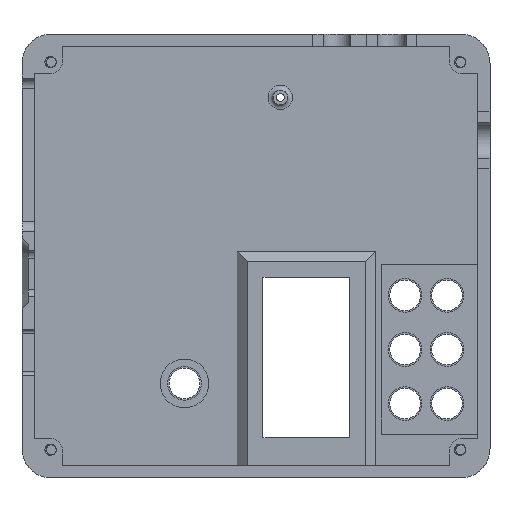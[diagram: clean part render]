
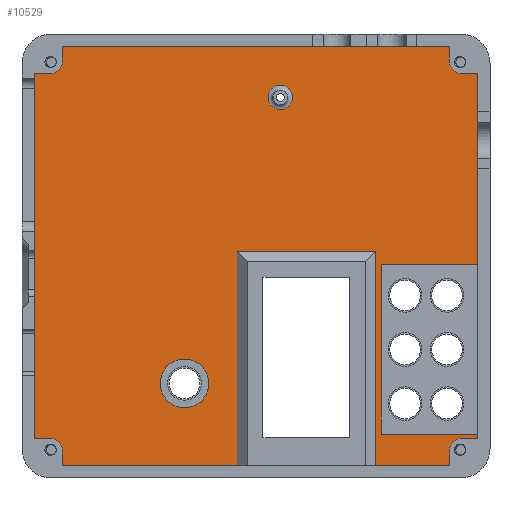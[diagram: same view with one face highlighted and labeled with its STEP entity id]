
A CAD part, front view. The second image highlights one B-rep face of the part: STEP entity #10529.
In plain terms, the highlighted planar face has unit normal (0, -1, 0).
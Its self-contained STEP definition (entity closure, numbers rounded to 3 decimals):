
#54=FACE_BOUND('',#1484,.T.);
#55=FACE_BOUND('',#1485,.T.);
#349=PLANE('',#11073);
#884=FACE_OUTER_BOUND('',#1483,.T.);
#1483=EDGE_LOOP('',(#9319,#9320,#9321,#9322,#9323,#9324,#9325,#9326,#9327,
#9328,#9329,#9330,#9331,#9332,#9333,#9334,#9335,#9336,#9337,#9338,#9339,
#9340,#9341,#9342,#9343,#9344));
#1484=EDGE_LOOP('',(#9345));
#1485=EDGE_LOOP('',(#9346));
#1624=CIRCLE('',#10974,5.);
#1650=CIRCLE('',#11067,2.25);
#1653=CIRCLE('',#11074,2.25);
#1654=CIRCLE('',#11075,2.25);
#1655=CIRCLE('',#11076,2.25);
#1656=CIRCLE('',#11077,2.5);
#2863=LINE('',#22182,#3773);
#2865=LINE('',#22188,#3775);
#2970=LINE('',#28924,#3880);
#2973=LINE('',#28929,#3883);
#2975=LINE('',#28935,#3885);
#2979=LINE('',#28943,#3889);
#2980=LINE('',#28945,#3890);
#2981=LINE('',#28947,#3891);
#2982=LINE('',#28949,#3892);
#2983=LINE('',#28951,#3893);
#2984=LINE('',#28953,#3894);
#2985=LINE('',#28957,#3895);
#2986=LINE('',#28959,#3896);
#2987=LINE('',#28961,#3897);
#2988=LINE('',#28963,#3898);
#2989=LINE('',#28965,#3899);
#2990=LINE('',#28967,#3900);
#2991=LINE('',#28969,#3901);
#2992=LINE('',#28973,#3902);
#2993=LINE('',#28975,#3903);
#2994=LINE('',#28977,#3904);
#2995=LINE('',#28980,#3905);
#3773=VECTOR('',#12500,10.);
#3775=VECTOR('',#12506,10.);
#3880=VECTOR('',#12789,10.);
#3883=VECTOR('',#12794,10.);
#3885=VECTOR('',#12800,10.);
#3889=VECTOR('',#12806,10.);
#3890=VECTOR('',#12807,10.);
#3891=VECTOR('',#12808,10.);
#3892=VECTOR('',#12809,10.);
#3893=VECTOR('',#12810,10.);
#3894=VECTOR('',#12811,10.);
#3895=VECTOR('',#12814,10.);
#3896=VECTOR('',#12815,10.);
#3897=VECTOR('',#12816,10.);
#3898=VECTOR('',#12817,10.);
#3899=VECTOR('',#12818,10.);
#3900=VECTOR('',#12819,10.);
#3901=VECTOR('',#12820,10.);
#3902=VECTOR('',#12823,10.);
#3903=VECTOR('',#12824,10.);
#3904=VECTOR('',#12825,10.);
#3905=VECTOR('',#12828,10.);
#4885=VERTEX_POINT('',#22171);
#4887=VERTEX_POINT('',#22179);
#4888=VERTEX_POINT('',#22181);
#4890=VERTEX_POINT('',#22187);
#4982=VERTEX_POINT('',#28914);
#4983=VERTEX_POINT('',#28915);
#4986=VERTEX_POINT('',#28923);
#4989=VERTEX_POINT('',#28934);
#4992=VERTEX_POINT('',#28942);
#4993=VERTEX_POINT('',#28944);
#4994=VERTEX_POINT('',#28946);
#4995=VERTEX_POINT('',#28948);
#4996=VERTEX_POINT('',#28950);
#4997=VERTEX_POINT('',#28952);
#4998=VERTEX_POINT('',#28954);
#4999=VERTEX_POINT('',#28956);
#5000=VERTEX_POINT('',#28958);
#5001=VERTEX_POINT('',#28960);
#5002=VERTEX_POINT('',#28962);
#5003=VERTEX_POINT('',#28964);
#5004=VERTEX_POINT('',#28966);
#5005=VERTEX_POINT('',#28968);
#5006=VERTEX_POINT('',#28970);
#5007=VERTEX_POINT('',#28972);
#5008=VERTEX_POINT('',#28974);
#5009=VERTEX_POINT('',#28976);
#5010=VERTEX_POINT('',#28978);
#5011=VERTEX_POINT('',#28981);
#6276=EDGE_CURVE('',#4885,#4885,#1624,.T.);
#6279=EDGE_CURVE('',#4887,#4888,#2863,.T.);
#6282=EDGE_CURVE('',#4890,#4887,#2865,.T.);
#6462=EDGE_CURVE('',#4982,#4983,#1650,.T.);
#6466=EDGE_CURVE('',#4983,#4986,#2970,.T.);
#6469=EDGE_CURVE('',#4890,#4982,#2973,.T.);
#6472=EDGE_CURVE('',#4888,#4989,#2975,.T.);
#6476=EDGE_CURVE('',#4992,#4986,#2979,.T.);
#6477=EDGE_CURVE('',#4992,#4993,#2980,.T.);
#6478=EDGE_CURVE('',#4993,#4994,#2981,.T.);
#6479=EDGE_CURVE('',#4994,#4995,#2982,.T.);
#6480=EDGE_CURVE('',#4996,#4995,#2983,.T.);
#6481=EDGE_CURVE('',#4996,#4997,#2984,.T.);
#6482=EDGE_CURVE('',#4997,#4998,#1653,.T.);
#6483=EDGE_CURVE('',#4998,#4999,#2985,.T.);
#6484=EDGE_CURVE('',#5000,#4999,#2986,.T.);
#6485=EDGE_CURVE('',#5000,#5001,#2987,.T.);
#6486=EDGE_CURVE('',#5001,#5002,#2988,.F.);
#6487=EDGE_CURVE('',#5002,#5003,#2989,.T.);
#6488=EDGE_CURVE('',#5004,#5003,#2990,.T.);
#6489=EDGE_CURVE('',#5004,#5005,#2991,.T.);
#6490=EDGE_CURVE('',#5005,#5006,#1654,.T.);
#6491=EDGE_CURVE('',#5006,#5007,#2992,.T.);
#6492=EDGE_CURVE('',#5008,#5007,#2993,.T.);
#6493=EDGE_CURVE('',#5008,#5009,#2994,.T.);
#6494=EDGE_CURVE('',#5009,#5010,#1655,.T.);
#6495=EDGE_CURVE('',#5010,#4989,#2995,.T.);
#6496=EDGE_CURVE('',#5011,#5011,#1656,.T.);
#9319=ORIENTED_EDGE('',*,*,#6469,.T.);
#9320=ORIENTED_EDGE('',*,*,#6462,.T.);
#9321=ORIENTED_EDGE('',*,*,#6466,.T.);
#9322=ORIENTED_EDGE('',*,*,#6476,.F.);
#9323=ORIENTED_EDGE('',*,*,#6477,.T.);
#9324=ORIENTED_EDGE('',*,*,#6478,.T.);
#9325=ORIENTED_EDGE('',*,*,#6479,.T.);
#9326=ORIENTED_EDGE('',*,*,#6480,.F.);
#9327=ORIENTED_EDGE('',*,*,#6481,.T.);
#9328=ORIENTED_EDGE('',*,*,#6482,.T.);
#9329=ORIENTED_EDGE('',*,*,#6483,.T.);
#9330=ORIENTED_EDGE('',*,*,#6484,.F.);
#9331=ORIENTED_EDGE('',*,*,#6485,.T.);
#9332=ORIENTED_EDGE('',*,*,#6486,.T.);
#9333=ORIENTED_EDGE('',*,*,#6487,.T.);
#9334=ORIENTED_EDGE('',*,*,#6488,.F.);
#9335=ORIENTED_EDGE('',*,*,#6489,.T.);
#9336=ORIENTED_EDGE('',*,*,#6490,.T.);
#9337=ORIENTED_EDGE('',*,*,#6491,.T.);
#9338=ORIENTED_EDGE('',*,*,#6492,.F.);
#9339=ORIENTED_EDGE('',*,*,#6493,.T.);
#9340=ORIENTED_EDGE('',*,*,#6494,.T.);
#9341=ORIENTED_EDGE('',*,*,#6495,.T.);
#9342=ORIENTED_EDGE('',*,*,#6472,.F.);
#9343=ORIENTED_EDGE('',*,*,#6279,.F.);
#9344=ORIENTED_EDGE('',*,*,#6282,.F.);
#9345=ORIENTED_EDGE('',*,*,#6276,.T.);
#9346=ORIENTED_EDGE('',*,*,#6496,.F.);
#10529=ADVANCED_FACE('',(#884,#54,#55),#349,.F.);
#10974=AXIS2_PLACEMENT_3D('',#22173,#12489,#12490);
#11067=AXIS2_PLACEMENT_3D('',#28916,#12781,#12782);
#11073=AXIS2_PLACEMENT_3D('',#28941,#12804,#12805);
#11074=AXIS2_PLACEMENT_3D('',#28955,#12812,#12813);
#11075=AXIS2_PLACEMENT_3D('',#28971,#12821,#12822);
#11076=AXIS2_PLACEMENT_3D('',#28979,#12826,#12827);
#11077=AXIS2_PLACEMENT_3D('',#28982,#12829,#12830);
#12489=DIRECTION('center_axis',(0.,1.,0.));
#12490=DIRECTION('ref_axis',(1.,0.,0.));
#12500=DIRECTION('',(0.,0.,1.));
#12506=DIRECTION('',(0.,0.,1.));
#12781=DIRECTION('center_axis',(0.,1.,0.));
#12782=DIRECTION('ref_axis',(1.,0.,0.));
#12789=DIRECTION('',(0.,0.,-1.));
#12794=DIRECTION('',(1.,0.,0.));
#12800=DIRECTION('',(0.,0.,1.));
#12804=DIRECTION('center_axis',(0.,1.,0.));
#12805=DIRECTION('ref_axis',(-1.,0.,0.));
#12806=DIRECTION('',(-1.,0.,0.));
#12807=DIRECTION('',(0.,0.,1.));
#12808=DIRECTION('',(1.,0.,0.));
#12809=DIRECTION('',(0.,0.,-1.));
#12810=DIRECTION('',(-1.,0.,0.));
#12811=DIRECTION('',(0.,0.,1.));
#12812=DIRECTION('center_axis',(0.,1.,0.));
#12813=DIRECTION('ref_axis',(1.,0.,0.));
#12814=DIRECTION('',(1.,0.,0.));
#12815=DIRECTION('',(0.,0.,-1.));
#12816=DIRECTION('',(-1.,0.,0.));
#12817=DIRECTION('',(0.,0.,-1.));
#12818=DIRECTION('',(1.,0.,0.));
#12819=DIRECTION('',(0.,0.,-1.));
#12820=DIRECTION('',(-1.,0.,0.));
#12821=DIRECTION('center_axis',(0.,1.,0.));
#12822=DIRECTION('ref_axis',(1.,0.,0.));
#12823=DIRECTION('',(0.,0.,1.));
#12824=DIRECTION('',(1.,0.,0.));
#12825=DIRECTION('',(0.,0.,-1.));
#12826=DIRECTION('center_axis',(0.,1.,0.));
#12827=DIRECTION('ref_axis',(1.,0.,0.));
#12828=DIRECTION('',(-1.,0.,0.));
#12829=DIRECTION('center_axis',(0.,-1.,0.));
#12830=DIRECTION('ref_axis',(1.,0.,0.));
#22171=CARTESIAN_POINT('',(-19.668,14.47,-26.137));
#22173=CARTESIAN_POINT('Origin',(-14.668,14.47,-26.137));
#22179=CARTESIAN_POINT('',(-45.5,14.47,6.435));
#22181=CARTESIAN_POINT('',(-45.5,14.47,35.043));
#22182=CARTESIAN_POINT('',(-45.5,14.47,2.375));
#22187=CARTESIAN_POINT('',(-45.5,14.47,-37.5));
#22188=CARTESIAN_POINT('',(-45.5,14.47,2.375));
#28914=CARTESIAN_POINT('',(-42.,14.47,-37.5));
#28915=CARTESIAN_POINT('',(-39.75,14.47,-39.75));
#28916=CARTESIAN_POINT('Origin',(-42.,14.47,-39.75));
#28923=CARTESIAN_POINT('',(-39.75,14.47,-43.025));
#28924=CARTESIAN_POINT('',(-39.75,14.47,-21.513));
#28929=CARTESIAN_POINT('',(-21.,14.47,-37.5));
#28934=CARTESIAN_POINT('',(-45.5,14.47,37.5));
#28935=CARTESIAN_POINT('',(-45.5,14.47,2.375));
#28941=CARTESIAN_POINT('Origin',(0.,14.47,0.));
#28942=CARTESIAN_POINT('',(-3.866,14.47,-43.025));
#28943=CARTESIAN_POINT('',(29.59,14.47,-43.025));
#28944=CARTESIAN_POINT('',(-3.866,14.47,0.925));
#28945=CARTESIAN_POINT('',(-3.866,14.47,-21.278));
#28946=CARTESIAN_POINT('',(24.514,14.47,0.925));
#28947=CARTESIAN_POINT('',(-1.933,14.47,0.925));
#28948=CARTESIAN_POINT('',(24.514,14.47,-43.025));
#28949=CARTESIAN_POINT('',(24.514,14.47,0.462));
#28950=CARTESIAN_POINT('',(39.75,14.47,-43.025));
#28951=CARTESIAN_POINT('',(29.59,14.47,-43.025));
#28952=CARTESIAN_POINT('',(39.75,14.47,-39.75));
#28953=CARTESIAN_POINT('',(39.75,14.47,-19.875));
#28954=CARTESIAN_POINT('',(42.,14.47,-37.5));
#28955=CARTESIAN_POINT('Origin',(42.,14.47,-39.75));
#28956=CARTESIAN_POINT('',(45.5,14.47,-37.5));
#28957=CARTESIAN_POINT('',(22.75,14.47,-37.5));
#28958=CARTESIAN_POINT('',(45.5,14.47,-36.525));
#28959=CARTESIAN_POINT('',(45.5,14.47,41.9));
#28960=CARTESIAN_POINT('',(25.73,14.47,-36.525));
#28961=CARTESIAN_POINT('',(13.49,14.47,-36.525));
#28962=CARTESIAN_POINT('',(25.73,14.47,-1.725));
#28963=CARTESIAN_POINT('',(25.73,14.47,-0.863));
#28964=CARTESIAN_POINT('',(45.5,14.47,-1.725));
#28965=CARTESIAN_POINT('',(22.75,14.47,-1.725));
#28966=CARTESIAN_POINT('',(45.5,14.47,37.5));
#28967=CARTESIAN_POINT('',(45.5,14.47,41.9));
#28968=CARTESIAN_POINT('',(42.,14.47,37.5));
#28969=CARTESIAN_POINT('',(21.,14.47,37.5));
#28970=CARTESIAN_POINT('',(39.75,14.47,39.75));
#28971=CARTESIAN_POINT('Origin',(42.,14.47,39.75));
#28972=CARTESIAN_POINT('',(39.75,14.47,43.025));
#28973=CARTESIAN_POINT('',(39.75,14.47,21.513));
#28974=CARTESIAN_POINT('',(-39.75,14.47,43.025));
#28975=CARTESIAN_POINT('',(14.475,14.47,43.025));
#28976=CARTESIAN_POINT('',(-39.75,14.47,39.75));
#28977=CARTESIAN_POINT('',(-39.75,14.47,19.875));
#28978=CARTESIAN_POINT('',(-42.,14.47,37.5));
#28979=CARTESIAN_POINT('Origin',(-42.,14.47,39.75));
#28980=CARTESIAN_POINT('',(-22.75,14.47,37.5));
#28981=CARTESIAN_POINT('',(5.,14.47,30.025));
#28982=CARTESIAN_POINT('Origin',(5.,14.47,32.525));
